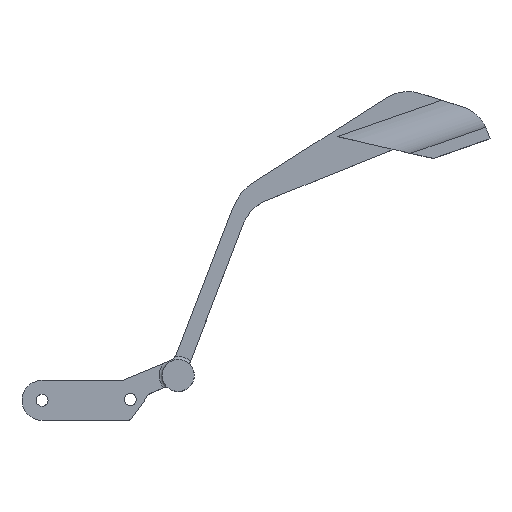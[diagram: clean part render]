
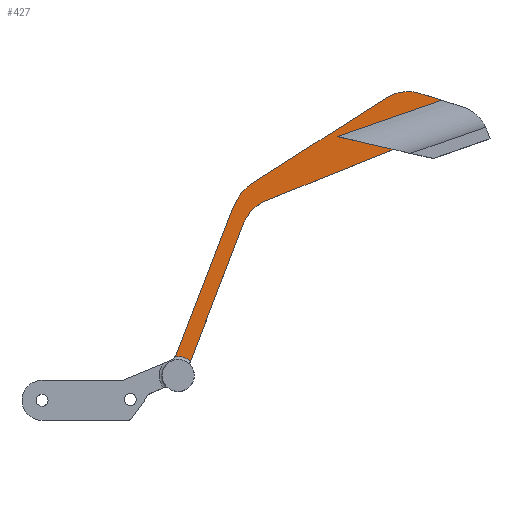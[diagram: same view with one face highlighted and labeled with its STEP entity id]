
A CAD part, top view. The second image highlights one B-rep face of the part: STEP entity #427.
In plain terms, the highlighted planar face has unit normal (0, 0, 1).
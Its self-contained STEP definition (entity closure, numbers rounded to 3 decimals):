
#1 = ORIENTED_EDGE ( 'NONE', *, *, #146, .T. ) ;
#4 = CARTESIAN_POINT ( 'NONE',  ( 57.683, 45.637, 6. ) ) ;
#15 = VERTEX_POINT ( 'NONE', #586 ) ;
#44 = VECTOR ( 'NONE', #496, 1000. ) ;
#93 = ORIENTED_EDGE ( 'NONE', *, *, #1901, .T. ) ;
#146 = EDGE_CURVE ( 'NONE', #1744, #1554, #184, .T. ) ;
#170 = CARTESIAN_POINT ( 'NONE',  ( 30.785, 12.657, 6. ) ) ;
#173 = VERTEX_POINT ( 'NONE', #1511 ) ;
#184 = LINE ( 'NONE', #616, #44 ) ;
#212 = DIRECTION ( 'NONE',  ( -0.359, -0.933, 0. ) ) ;
#227 = CARTESIAN_POINT ( 'NONE',  ( 50.704, 45.031, 6. ) ) ;
#248 = ORIENTED_EDGE ( 'NONE', *, *, #765, .T. ) ;
#261 = CIRCLE ( 'NONE', #1451, 10. ) ;
#310 = VERTEX_POINT ( 'NONE', #674 ) ;
#364 = VERTEX_POINT ( 'NONE', #965 ) ;
#367 = DIRECTION ( 'NONE',  ( 0.945, 0.328, 0. ) ) ;
#369 = FACE_OUTER_BOUND ( 'NONE', #733, .T. ) ;
#370 = VECTOR ( 'NONE', #367, 1000. ) ;
#379 = PLANE ( 'NONE',  #891 ) ;
#385 = LINE ( 'NONE', #1447, #654 ) ;
#387 = DIRECTION ( 'NONE',  ( 0., 0., 1. ) ) ;
#404 = CIRCLE ( 'NONE', #1495, 10. ) ;
#420 = VERTEX_POINT ( 'NONE', #1708 ) ;
#427 = ADVANCED_FACE ( 'NONE', ( #369 ), #379, .T. ) ;
#447 = CARTESIAN_POINT ( 'NONE',  ( 91.299, 67.06, 6. ) ) ;
#449 = CARTESIAN_POINT ( 'NONE',  ( 49.998, 52.597, 6. ) ) ;
#455 = CIRCLE ( 'NONE', #710, 3. ) ;
#464 = VECTOR ( 'NONE', #1864, 1000. ) ;
#488 = LINE ( 'NONE', #1368, #1611 ) ;
#496 = DIRECTION ( 'NONE',  ( 0.452, 0.892, 0. ) ) ;
#524 = LINE ( 'NONE', #1706, #464 ) ;
#532 = DIRECTION ( 'NONE',  ( -0.452, -0.892, 0. ) ) ;
#548 = AXIS2_PLACEMENT_3D ( 'NONE', #1496, #610, #919 ) ;
#586 = CARTESIAN_POINT ( 'NONE',  ( 55.875, 49.786, 6. ) ) ;
#592 = DIRECTION ( 'NONE',  ( 1., 0., 0. ) ) ;
#596 = ORIENTED_EDGE ( 'NONE', *, *, #1571, .T. ) ;
#598 = DIRECTION ( 'NONE',  ( 0., 0., 1. ) ) ;
#610 = DIRECTION ( 'NONE',  ( 0., 0., -1. ) ) ;
#611 = VERTEX_POINT ( 'NONE', #993 ) ;
#616 = CARTESIAN_POINT ( 'NONE',  ( 50.367, 44.364, 6. ) ) ;
#621 = ORIENTED_EDGE ( 'NONE', *, *, #1557, .T. ) ;
#651 = VERTEX_POINT ( 'NONE', #1607 ) ;
#654 = VECTOR ( 'NONE', #532, 1000. ) ;
#674 = CARTESIAN_POINT ( 'NONE',  ( 52.308, 54.07, 6. ) ) ;
#684 = EDGE_CURVE ( 'NONE', #310, #364, #261, .T. ) ;
#691 = CARTESIAN_POINT ( 'NONE',  ( 99.727, 74.891, 6. ) ) ;
#707 = VECTOR ( 'NONE', #1359, 1000. ) ;
#710 = AXIS2_PLACEMENT_3D ( 'NONE', #170, #761, #1626 ) ;
#733 = EDGE_LOOP ( 'NONE', ( #1620, #1476, #1792, #1, #951, #1777, #735, #596, #1751, #93, #248, #1775, #621, #1882 ) ) ;
#735 = ORIENTED_EDGE ( 'NONE', *, *, #1173, .T. ) ;
#753 = LINE ( 'NONE', #1350, #707 ) ;
#754 = VERTEX_POINT ( 'NONE', #1337 ) ;
#761 = DIRECTION ( 'NONE',  ( 0., 0., -1. ) ) ;
#765 = EDGE_CURVE ( 'NONE', #1730, #310, #1196, .T. ) ;
#795 = VERTEX_POINT ( 'NONE', #956 ) ;
#825 = CARTESIAN_POINT ( 'NONE',  ( 94.301, 76.599, 6. ) ) ;
#838 = LINE ( 'NONE', #1559, #370 ) ;
#891 = AXIS2_PLACEMENT_3D ( 'NONE', #1570, #387, #1390 ) ;
#919 = DIRECTION ( 'NONE',  ( 1., 0., 0. ) ) ;
#951 = ORIENTED_EDGE ( 'NONE', *, *, #1043, .T. ) ;
#956 = CARTESIAN_POINT ( 'NONE',  ( 33.195, 10.871, 6. ) ) ;
#965 = CARTESIAN_POINT ( 'NONE',  ( 48.76, 50.152, 6. ) ) ;
#973 = CARTESIAN_POINT ( 'NONE',  ( 85.924, 75.493, 6. ) ) ;
#993 = CARTESIAN_POINT ( 'NONE',  ( 37.06, 9.776, 6. ) ) ;
#1000 = AXIS2_PLACEMENT_3D ( 'NONE', #1623, #1319, #1915 ) ;
#1014 = VECTOR ( 'NONE', #1643, 1000. ) ;
#1043 = EDGE_CURVE ( 'NONE', #1554, #15, #1736, .T. ) ;
#1059 = DIRECTION ( 'NONE',  ( 0.927, 0.375, 0. ) ) ;
#1108 = EDGE_CURVE ( 'NONE', #15, #173, #1324, .T. ) ;
#1126 = EDGE_CURVE ( 'NONE', #651, #795, #455, .T. ) ;
#1146 = CARTESIAN_POINT ( 'NONE',  ( 29.007, -11.159, 6. ) ) ;
#1149 = VECTOR ( 'NONE', #1059, 1000. ) ;
#1173 = EDGE_CURVE ( 'NONE', #173, #754, #753, .T. ) ;
#1196 = LINE ( 'NONE', #449, #1014 ) ;
#1210 = EDGE_CURVE ( 'NONE', #1630, #1833, #488, .T. ) ;
#1283 = LINE ( 'NONE', #1146, #1712 ) ;
#1299 = CARTESIAN_POINT ( 'NONE',  ( 50.367, 44.364, 6. ) ) ;
#1319 = DIRECTION ( 'NONE',  ( 0., 0., -1. ) ) ;
#1324 = LINE ( 'NONE', #1918, #1149 ) ;
#1337 = CARTESIAN_POINT ( 'NONE',  ( 73.665, 65.836, 6. ) ) ;
#1350 = CARTESIAN_POINT ( 'NONE',  ( 87.623, 62.634, 6. ) ) ;
#1359 = DIRECTION ( 'NONE',  ( -0.975, 0.224, 0. ) ) ;
#1368 = CARTESIAN_POINT ( 'NONE',  ( 109.517, 71.809, 6. ) ) ;
#1378 = DIRECTION ( 'NONE',  ( -0.954, 0.3, 0. ) ) ;
#1390 = DIRECTION ( 'NONE',  ( 1., 0., 0. ) ) ;
#1447 = CARTESIAN_POINT ( 'NONE',  ( 47.355, 47.376, 6. ) ) ;
#1451 = AXIS2_PLACEMENT_3D ( 'NONE', #4, #1497, #1774 ) ;
#1476 = ORIENTED_EDGE ( 'NONE', *, *, #1879, .T. ) ;
#1495 = AXIS2_PLACEMENT_3D ( 'NONE', #447, #598, #592 ) ;
#1496 = CARTESIAN_POINT ( 'NONE',  ( 59.627, 40.516, 6. ) ) ;
#1497 = DIRECTION ( 'NONE',  ( 0., 0., 1. ) ) ;
#1511 = CARTESIAN_POINT ( 'NONE',  ( 87.623, 62.634, 6. ) ) ;
#1554 = VERTEX_POINT ( 'NONE', #227 ) ;
#1557 = EDGE_CURVE ( 'NONE', #364, #420, #385, .T. ) ;
#1559 = CARTESIAN_POINT ( 'NONE',  ( -12.476, 35.91, 6. ) ) ;
#1570 = CARTESIAN_POINT ( 'NONE',  ( 0., 0., 6. ) ) ;
#1571 = EDGE_CURVE ( 'NONE', #754, #1630, #838, .T. ) ;
#1593 = CIRCLE ( 'NONE', #1000, 4.74 ) ;
#1607 = CARTESIAN_POINT ( 'NONE',  ( 33.585, 11.58, 6. ) ) ;
#1611 = VECTOR ( 'NONE', #1378, 1000. ) ;
#1620 = ORIENTED_EDGE ( 'NONE', *, *, #1126, .T. ) ;
#1623 = CARTESIAN_POINT ( 'NONE',  ( 33.957, 6.193, 6. ) ) ;
#1626 = DIRECTION ( 'NONE',  ( 1., 0., 0. ) ) ;
#1630 = VERTEX_POINT ( 'NONE', #691 ) ;
#1643 = DIRECTION ( 'NONE',  ( -0.843, -0.537, 0. ) ) ;
#1665 = EDGE_CURVE ( 'NONE', #651, #420, #524, .T. ) ;
#1706 = CARTESIAN_POINT ( 'NONE',  ( 25.374, -9.762, 6. ) ) ;
#1708 = CARTESIAN_POINT ( 'NONE',  ( 47.355, 47.376, 6. ) ) ;
#1712 = VECTOR ( 'NONE', #212, 1000. ) ;
#1730 = VERTEX_POINT ( 'NONE', #973 ) ;
#1736 = CIRCLE ( 'NONE', #548, 10. ) ;
#1737 = EDGE_CURVE ( 'NONE', #1744, #611, #1283, .T. ) ;
#1744 = VERTEX_POINT ( 'NONE', #1299 ) ;
#1751 = ORIENTED_EDGE ( 'NONE', *, *, #1210, .T. ) ;
#1774 = DIRECTION ( 'NONE',  ( 1., 0., 0. ) ) ;
#1775 = ORIENTED_EDGE ( 'NONE', *, *, #684, .T. ) ;
#1777 = ORIENTED_EDGE ( 'NONE', *, *, #1108, .T. ) ;
#1792 = ORIENTED_EDGE ( 'NONE', *, *, #1737, .F. ) ;
#1833 = VERTEX_POINT ( 'NONE', #825 ) ;
#1864 = DIRECTION ( 'NONE',  ( 0.359, 0.933, 0. ) ) ;
#1879 = EDGE_CURVE ( 'NONE', #795, #611, #1593, .T. ) ;
#1882 = ORIENTED_EDGE ( 'NONE', *, *, #1665, .F. ) ;
#1901 = EDGE_CURVE ( 'NONE', #1833, #1730, #404, .T. ) ;
#1915 = DIRECTION ( 'NONE',  ( 1., 0., 0. ) ) ;
#1918 = CARTESIAN_POINT ( 'NONE',  ( 52.398, 48.378, 6. ) ) ;
